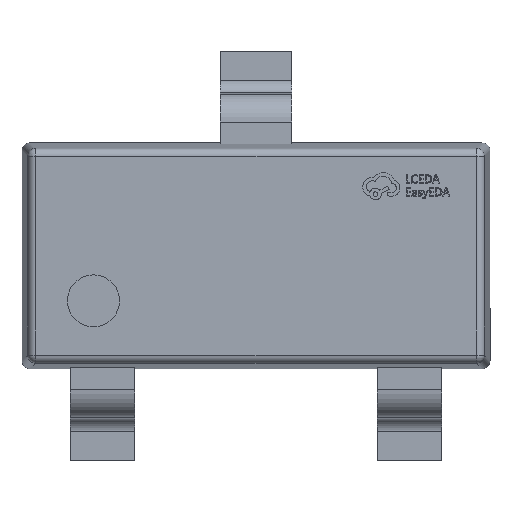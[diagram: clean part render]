
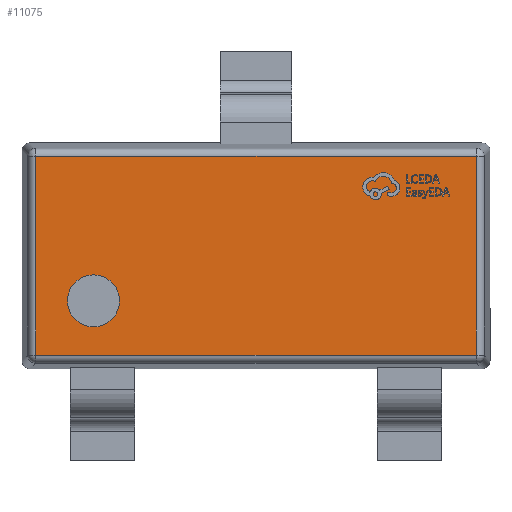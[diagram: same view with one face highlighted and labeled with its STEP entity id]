
A CAD part, top view. The second image highlights one B-rep face of the part: STEP entity #11075.
In plain terms, the highlighted planar face has unit normal (0, 0, 1).
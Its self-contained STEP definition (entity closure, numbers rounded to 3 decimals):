
#237 = CARTESIAN_POINT ( 'NONE',  ( 1.366, 0.662, 0.54 ) ) ;
#329 = DIRECTION ( 'NONE',  ( 0., 1., 0. ) ) ;
#642 = ORIENTED_EDGE ( 'NONE', *, *, #1931, .F. ) ;
#915 = ORIENTED_EDGE ( 'NONE', *, *, #5925, .F. ) ;
#1306 = VERTEX_POINT ( 'NONE', #2570 ) ;
#1869 = EDGE_CURVE ( 'NONE', #7686, #8933, #7284, .T. ) ;
#1931 = EDGE_CURVE ( 'NONE', #1306, #15043, #11615, .T. ) ;
#2119 = LINE ( 'NONE', #7742, #6332 ) ;
#2173 = PLANE ( 'NONE',  #14590 ) ;
#2484 = EDGE_LOOP ( 'NONE', ( #642, #915 ) ) ;
#2570 = CARTESIAN_POINT ( 'NONE',  ( -0.846, -0.28, 0.54 ) ) ;
#2935 = VECTOR ( 'NONE', #17105, 1000. ) ;
#3378 = CARTESIAN_POINT ( 'NONE',  ( -1.366, -0.662, 0.54 ) ) ;
#3679 = DIRECTION ( 'NONE',  ( 1., 0., 0. ) ) ;
#3758 = EDGE_CURVE ( 'NONE', #8933, #4164, #2119, .T. ) ;
#3807 = AXIS2_PLACEMENT_3D ( 'NONE', #6200, #17296, #4825 ) ;
#3916 = CARTESIAN_POINT ( 'NONE',  ( -1.007, -0.28, 0.54 ) ) ;
#3964 = ORIENTED_EDGE ( 'NONE', *, *, #16572, .T. ) ;
#4164 = VERTEX_POINT ( 'NONE', #12164 ) ;
#4177 = DIRECTION ( 'NONE',  ( 0., 0., 1. ) ) ;
#4232 = AXIS2_PLACEMENT_3D ( 'NONE', #3916, #16356, #10622 ) ;
#4825 = DIRECTION ( 'NONE',  ( 1., 0., 0. ) ) ;
#5523 = CARTESIAN_POINT ( 'NONE',  ( 0., 0., 0.54 ) ) ;
#5925 = EDGE_CURVE ( 'NONE', #15043, #1306, #8578, .T. ) ;
#6200 = CARTESIAN_POINT ( 'NONE',  ( -1.007, -0.28, 0.54 ) ) ;
#6332 = VECTOR ( 'NONE', #3679, 1000. ) ;
#6371 = LINE ( 'NONE', #11879, #14366 ) ;
#6442 = VERTEX_POINT ( 'NONE', #11549 ) ;
#7245 = LINE ( 'NONE', #237, #12632 ) ;
#7284 = LINE ( 'NONE', #3378, #2935 ) ;
#7686 = VERTEX_POINT ( 'NONE', #16427 ) ;
#7742 = CARTESIAN_POINT ( 'NONE',  ( 1.412, -0.616, 0.54 ) ) ;
#7992 = FACE_OUTER_BOUND ( 'NONE', #14498, .T. ) ;
#7993 = DIRECTION ( 'NONE',  ( -1., 0., 0. ) ) ;
#8578 = CIRCLE ( 'NONE', #4232, 0.161 ) ;
#8933 = VERTEX_POINT ( 'NONE', #10324 ) ;
#9311 = ORIENTED_EDGE ( 'NONE', *, *, #3758, .T. ) ;
#9434 = ORIENTED_EDGE ( 'NONE', *, *, #1869, .T. ) ;
#10324 = CARTESIAN_POINT ( 'NONE',  ( -1.366, -0.616, 0.54 ) ) ;
#10622 = DIRECTION ( 'NONE',  ( 1., 0., 0. ) ) ;
#11075 = ADVANCED_FACE ( 'NONE', ( #7992, #15646 ), #2173, .T. ) ;
#11549 = CARTESIAN_POINT ( 'NONE',  ( 1.366, 0.616, 0.54 ) ) ;
#11615 = CIRCLE ( 'NONE', #3807, 0.161 ) ;
#11756 = ORIENTED_EDGE ( 'NONE', *, *, #14215, .T. ) ;
#11879 = CARTESIAN_POINT ( 'NONE',  ( -1.412, 0.616, 0.54 ) ) ;
#11910 = CARTESIAN_POINT ( 'NONE',  ( -1.168, -0.28, 0.54 ) ) ;
#12164 = CARTESIAN_POINT ( 'NONE',  ( 1.366, -0.616, 0.54 ) ) ;
#12632 = VECTOR ( 'NONE', #329, 1000. ) ;
#14215 = EDGE_CURVE ( 'NONE', #4164, #6442, #7245, .T. ) ;
#14366 = VECTOR ( 'NONE', #7993, 1000. ) ;
#14498 = EDGE_LOOP ( 'NONE', ( #9311, #11756, #3964, #9434 ) ) ;
#14590 = AXIS2_PLACEMENT_3D ( 'NONE', #5523, #4177, #16518 ) ;
#15043 = VERTEX_POINT ( 'NONE', #11910 ) ;
#15646 = FACE_BOUND ( 'NONE', #2484, .T. ) ;
#16356 = DIRECTION ( 'NONE',  ( 0., 0., 1. ) ) ;
#16427 = CARTESIAN_POINT ( 'NONE',  ( -1.366, 0.616, 0.54 ) ) ;
#16518 = DIRECTION ( 'NONE',  ( 1., 0., 0. ) ) ;
#16572 = EDGE_CURVE ( 'NONE', #6442, #7686, #6371, .T. ) ;
#17105 = DIRECTION ( 'NONE',  ( 0., -1., 0. ) ) ;
#17296 = DIRECTION ( 'NONE',  ( 0., 0., 1. ) ) ;
